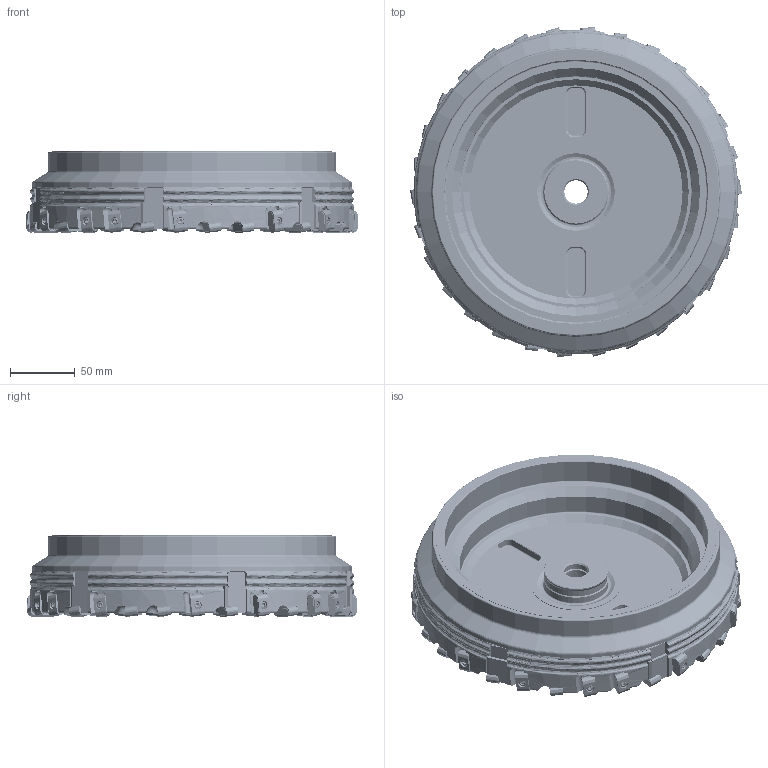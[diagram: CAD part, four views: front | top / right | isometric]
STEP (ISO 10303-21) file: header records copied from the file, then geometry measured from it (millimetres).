
FILE_DESCRIPTION(/* description */ (''),/* implementation_level */ '2;1');
FILE_NAME(/* name */ 'toolassembly_1.stp',/* time_stamp */ '2019-12-20T10:04:22+01:00',/* author */ (''),/* organization */ ('SMS'),/* preprocessor_version */ 'ST-DEVELOPER v16.7',/* originating_system */ 'SIEMENS PLM Software NX 12.0',/* authorisation */ '');
FILE_SCHEMA (('AUTOMOTIVE_DESIGN { 1 0 10303 214 3 1 1 1 }'));
Products named in the file (4): ASSEMBLY_CONSTRUCTION; CUT_20191220100303; NOCUT_20191220100303; TOOLASSEMBLY_1
Assembly tree (32 placements, depth 2):
  TOOLASSEMBLY_1
    NOCUT_20191220100303
    CUT_20191220100303  x30
    ASSEMBLY_CONSTRUCTION
Bounding box: 256.91 x 255.28 x 63.01 mm (x, y, z)
Volume: 1310432 mm3; surface area: 214503.7 mm2
Topology: 31 solids, 31 shells, 6593 faces, 16901 edges, 10594 vertices
Faces by surface type: plane 3089, cylinder 2093, cone 416, extrusion 360, torus 314, bspline 240, sphere 81
Full cylindrical faces by diameter (mm): 3.5 x30, 4 x30, 4.7 x30, 5.45 x30, 18 x2, 20 x1, 32 x1, 48.5 x1, 49.96 x1, 49.985 x1, 70 x1, 180 x1, 203.65 x1, 217.4 x1, 223 x1, 247.13 x1
Entity records: 100934 total; most frequent: CARTESIAN_POINT 36532, ORIENTED_EDGE 13252, DIRECTION 13236, EDGE_CURVE 6626, AXIS2_PLACEMENT_3D 5042, VERTEX_POINT 4373, VECTOR 3152, EDGE_LOOP 2969
